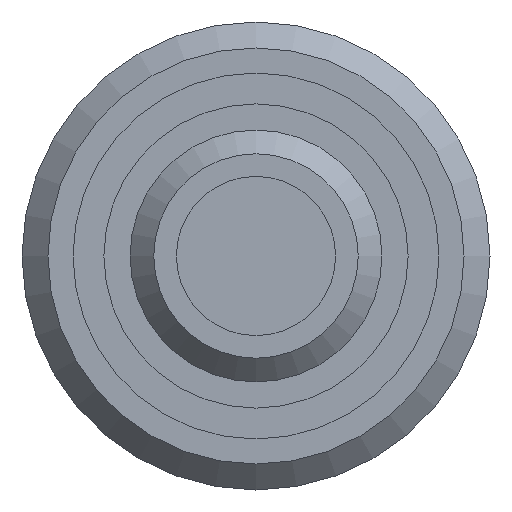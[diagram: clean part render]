
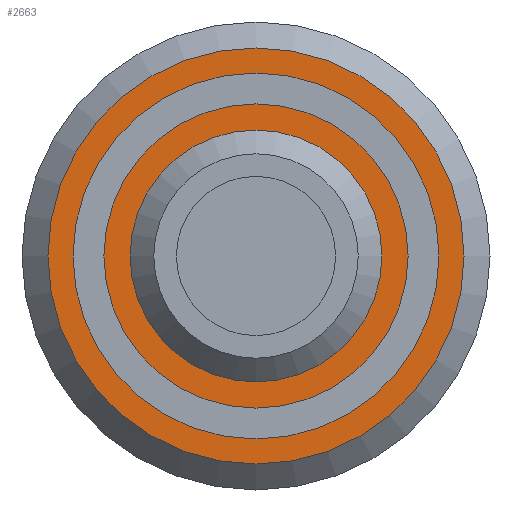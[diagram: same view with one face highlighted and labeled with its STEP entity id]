
A CAD part, left-side view. The second image highlights one B-rep face of the part: STEP entity #2663.
In plain terms, the highlighted planar face has unit normal (-1, 0, 0).
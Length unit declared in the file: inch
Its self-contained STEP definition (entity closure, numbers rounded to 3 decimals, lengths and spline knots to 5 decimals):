
#155 = CIRCLE ( 'NONE', #573, 0.053 ) ;
#276 = DIRECTION ( 'NONE',  ( -1., 0., 0. ) ) ;
#443 = DIRECTION ( 'NONE',  ( -1., 0., 0. ) ) ;
#480 = ORIENTED_EDGE ( 'NONE', *, *, #2333, .T. ) ;
#573 = AXIS2_PLACEMENT_3D ( 'NONE', #1934, #443, #2411 ) ;
#581 = VERTEX_POINT ( 'NONE', #1391 ) ;
#612 = AXIS2_PLACEMENT_3D ( 'NONE', #1073, #276, #3070 ) ;
#893 = AXIS2_PLACEMENT_3D ( 'NONE', #1002, #2969, #1951 ) ;
#962 = FACE_BOUND ( 'NONE', #1895, .T. ) ;
#1002 = CARTESIAN_POINT ( 'NONE',  ( 0.10039, 0.06002, 0. ) ) ;
#1073 = CARTESIAN_POINT ( 'NONE',  ( 0.10039, 0., 0. ) ) ;
#1089 = EDGE_LOOP ( 'NONE', ( #480 ) ) ;
#1247 = FACE_OUTER_BOUND ( 'NONE', #1089, .T. ) ;
#1391 = CARTESIAN_POINT ( 'NONE',  ( 0.10039, -0.08754, 0. ) ) ;
#1461 = CIRCLE ( 'NONE', #612, 0.08754 ) ;
#1895 = EDGE_LOOP ( 'NONE', ( #3145 ) ) ;
#1934 = CARTESIAN_POINT ( 'NONE',  ( 0.10039, 0., 0. ) ) ;
#1951 = DIRECTION ( 'NONE',  ( 0., 1., 0. ) ) ;
#2333 = EDGE_CURVE ( 'NONE', #581, #581, #1461, .T. ) ;
#2411 = DIRECTION ( 'NONE',  ( 0., 1., 0. ) ) ;
#2626 = VERTEX_POINT ( 'NONE', #2829 ) ;
#2663 = ADVANCED_FACE ( 'NONE', ( #962, #1247 ), #3168, .F. ) ;
#2829 = CARTESIAN_POINT ( 'NONE',  ( 0.10039, 0.053, 0. ) ) ;
#2969 = DIRECTION ( 'NONE',  ( 1., 0., 0. ) ) ;
#2992 = EDGE_CURVE ( 'NONE', #2626, #2626, #155, .T. ) ;
#3070 = DIRECTION ( 'NONE',  ( 0., -1., 0. ) ) ;
#3145 = ORIENTED_EDGE ( 'NONE', *, *, #2992, .F. ) ;
#3168 = PLANE ( 'NONE',  #893 ) ;
